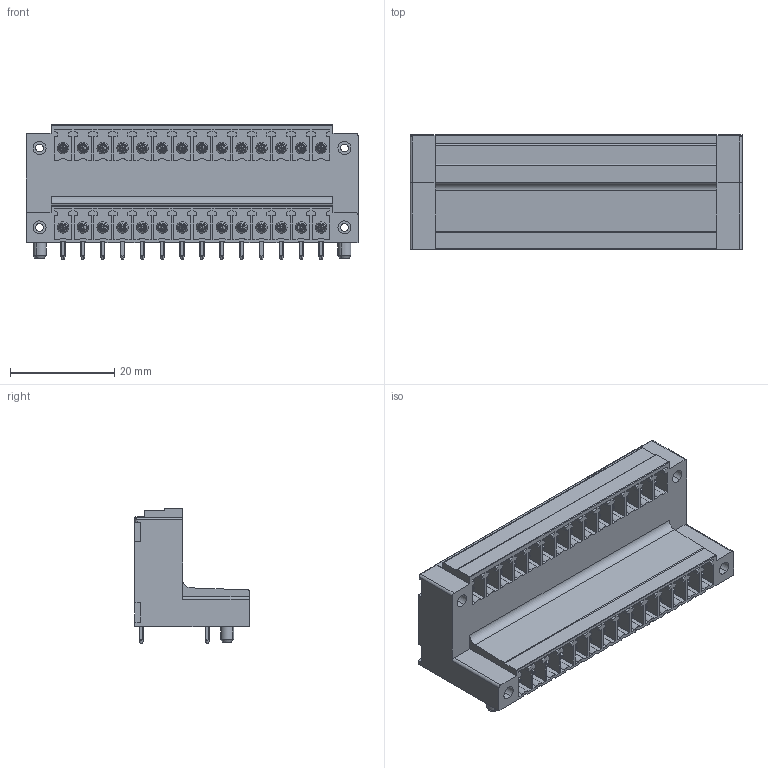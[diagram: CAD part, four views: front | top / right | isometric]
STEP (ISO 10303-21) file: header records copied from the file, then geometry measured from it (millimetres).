
FILE_DESCRIPTION(('CATIA V5 STEP Exchange','CAx-IF Rec.Pracs.--- Model Styling and Organization---1.2---2011-12-15'),'2;1');
FILE_NAME ('D1447246_0', '2018-10-15T05:56:32+00:00', ('none'), ('Weidmueller'), 'CATIA Version 5-6 Release 2014', 'CATIA V5 STEP AP214', 'none');
FILE_SCHEMA(('AUTOMOTIVE_DESIGN { 1 0 10303 214 1 1 1 1 }'));
Products named in the file (1): 1032710000
Bounding box: 63.73 x 21.9 x 25.9 mm (x, y, z)
Volume: 12612.8 mm3; surface area: 15248.2 mm2
Topology: 29 solids, 29 shells, 1916 faces, 5216 edges, 3422 vertices
Faces by surface type: plane 1177, cylinder 505, cone 148, torus 56, revolution 28, bspline 2
Entity records: 59605 total; most frequent: CARTESIAN_POINT 16643, ORIENTED_EDGE 10428, DIRECTION 6249, EDGE_CURVE 5214, VECTOR 3600, LINE 3600, VERTEX_POINT 3422, EDGE_LOOP 2046
